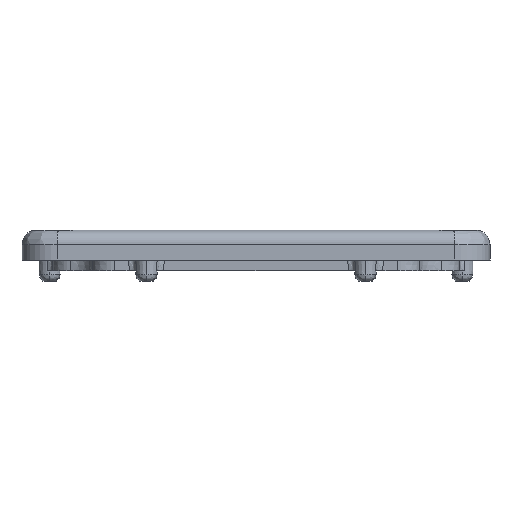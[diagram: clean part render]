
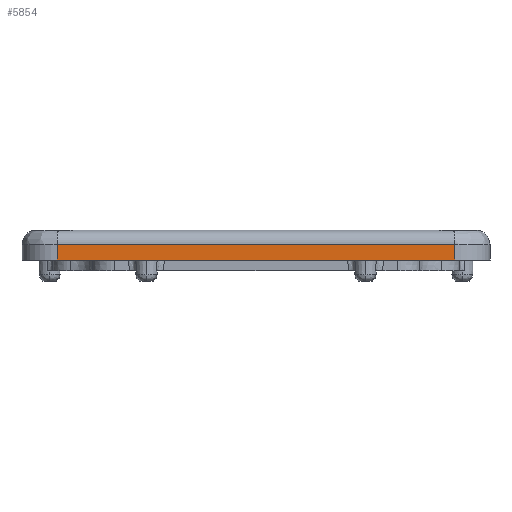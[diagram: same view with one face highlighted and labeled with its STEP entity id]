
A CAD part, left-side view. The second image highlights one B-rep face of the part: STEP entity #5854.
In plain terms, the highlighted planar face has unit normal (-1, 0, 0).
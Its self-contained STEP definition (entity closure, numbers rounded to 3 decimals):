
#13 = VERTEX_POINT ( 'NONE', #4302 ) ;
#27 = LINE ( 'NONE', #2115, #3589 ) ;
#169 = DIRECTION ( 'NONE',  ( 0., 0., -1. ) ) ;
#263 = CARTESIAN_POINT ( 'NONE',  ( -57.4, -27.25, 2.1 ) ) ;
#586 = VERTEX_POINT ( 'NONE', #2887 ) ;
#662 = EDGE_CURVE ( 'NONE', #13, #5540, #4531, .T. ) ;
#865 = CARTESIAN_POINT ( 'NONE',  ( -57.4, -27.25, 4.1 ) ) ;
#1196 = ORIENTED_EDGE ( 'NONE', *, *, #4669, .F. ) ;
#1383 = DIRECTION ( 'NONE',  ( 1., 0., 0. ) ) ;
#1569 = DIRECTION ( 'NONE',  ( 0., 0., 1. ) ) ;
#1648 = VERTEX_POINT ( 'NONE', #2972 ) ;
#1920 = EDGE_CURVE ( 'NONE', #5540, #1648, #2065, .T. ) ;
#2065 = LINE ( 'NONE', #865, #2899 ) ;
#2115 = CARTESIAN_POINT ( 'NONE',  ( -57.4, -27.25, 0. ) ) ;
#2385 = CARTESIAN_POINT ( 'NONE',  ( -57.4, -27.25, 2.1 ) ) ;
#2433 = DIRECTION ( 'NONE',  ( 0., 1., 0. ) ) ;
#2594 = FACE_OUTER_BOUND ( 'NONE', #5359, .T. ) ;
#2887 = CARTESIAN_POINT ( 'NONE',  ( -57.4, 27.25, 0. ) ) ;
#2899 = VECTOR ( 'NONE', #3389, 1000. ) ;
#2972 = CARTESIAN_POINT ( 'NONE',  ( -57.4, -27.25, 0. ) ) ;
#3072 = CARTESIAN_POINT ( 'NONE',  ( -57.4, 27.25, 4.1 ) ) ;
#3268 = ORIENTED_EDGE ( 'NONE', *, *, #662, .F. ) ;
#3325 = AXIS2_PLACEMENT_3D ( 'NONE', #5604, #1383, #169 ) ;
#3389 = DIRECTION ( 'NONE',  ( 0., 0., -1. ) ) ;
#3589 = VECTOR ( 'NONE', #2433, 1000. ) ;
#3596 = VECTOR ( 'NONE', #1569, 1000. ) ;
#4302 = CARTESIAN_POINT ( 'NONE',  ( -57.4, 27.25, 2.1 ) ) ;
#4531 = LINE ( 'NONE', #2385, #4567 ) ;
#4567 = VECTOR ( 'NONE', #6096, 1000. ) ;
#4605 = LINE ( 'NONE', #3072, #3596 ) ;
#4669 = EDGE_CURVE ( 'NONE', #586, #13, #4605, .T. ) ;
#4717 = PLANE ( 'NONE',  #3325 ) ;
#5119 = EDGE_CURVE ( 'NONE', #1648, #586, #27, .T. ) ;
#5157 = ORIENTED_EDGE ( 'NONE', *, *, #5119, .F. ) ;
#5359 = EDGE_LOOP ( 'NONE', ( #3268, #1196, #5157, #5447 ) ) ;
#5447 = ORIENTED_EDGE ( 'NONE', *, *, #1920, .F. ) ;
#5540 = VERTEX_POINT ( 'NONE', #263 ) ;
#5604 = CARTESIAN_POINT ( 'NONE',  ( -57.4, -27.25, 4.1 ) ) ;
#5854 = ADVANCED_FACE ( 'NONE', ( #2594 ), #4717, .F. ) ;
#6096 = DIRECTION ( 'NONE',  ( 0., -1., 0. ) ) ;
